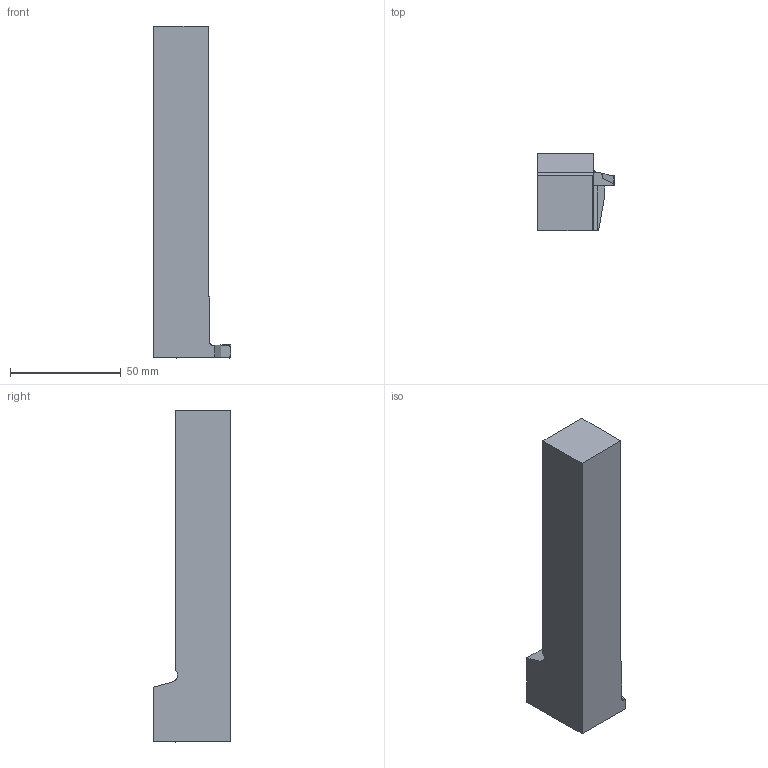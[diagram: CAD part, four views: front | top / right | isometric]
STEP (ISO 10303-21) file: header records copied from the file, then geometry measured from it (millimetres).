
FILE_DESCRIPTION(/* description */ (''),/* implementation_level */ '2;1');
FILE_NAME(/* name */ 'TOOLASSEMBLY_1.STP',/* time_stamp */ '2023-05-31T07:23:48+02:00',/* author */ (''),/* organization */ ('SMS'),/* preprocessor_version */ 'ST-DEVELOPER v16.7',/* originating_system */ 'SIEMENS PLM Software NX 12.0',/* authorisation */ '');
FILE_SCHEMA (('AUTOMOTIVE_DESIGN { 1 0 10303 214 3 1 1 1 }'));
Length unit declared in the file: millimetre
Products named in the file (4): ASSEMBLY_CONSTRUCTION; CUT_20230531072145; NOCUT_20230531072112; TOOLASSEMBLY_1
Assembly tree (3 placements, depth 2):
  TOOLASSEMBLY_1
    NOCUT_20230531072112
    CUT_20230531072145
    ASSEMBLY_CONSTRUCTION
Bounding box: 35.04 x 35.1 x 150.02 mm (x, y, z)
Volume: 99747.7 mm3; surface area: 18094.3 mm2
Topology: 2 solids, 2 shells, 58 faces, 161 edges, 111 vertices
Faces by surface type: plane 45, cylinder 9, extrusion 4
Entity records: 2141 total; most frequent: CARTESIAN_POINT 496, ORIENTED_EDGE 320, DIRECTION 302, EDGE_CURVE 160, VECTOR 132, LINE 128, VERTEX_POINT 106, AXIS2_PLACEMENT_3D 85
